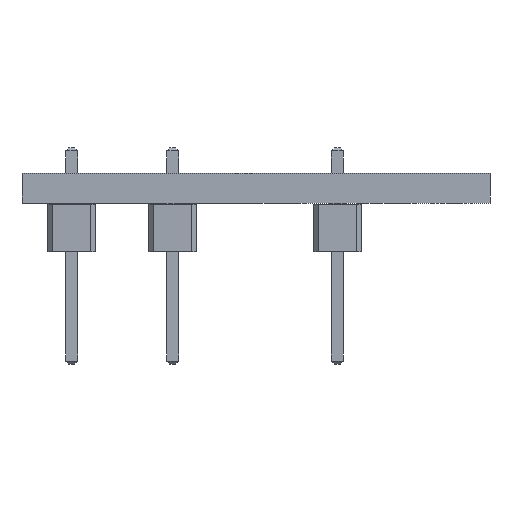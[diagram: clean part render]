
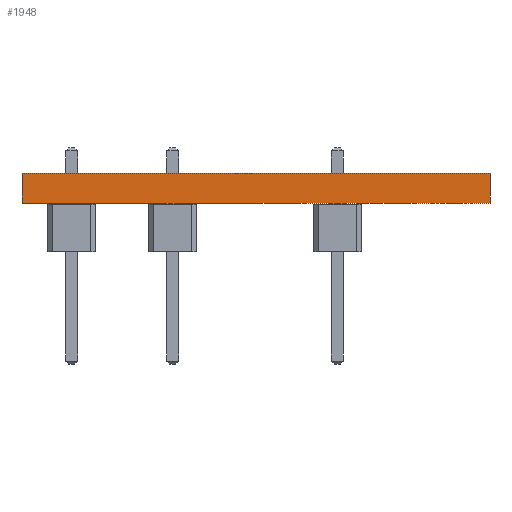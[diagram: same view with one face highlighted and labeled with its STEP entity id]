
A CAD part, left-side view. The second image highlights one B-rep face of the part: STEP entity #1948.
In plain terms, the highlighted planar face has unit normal (-1, 0, 0).
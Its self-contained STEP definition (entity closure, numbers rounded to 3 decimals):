
#1832 = EDGE_CURVE('',#1833,#1835,#1837,.T.);
#1833 = VERTEX_POINT('',#1834);
#1834 = CARTESIAN_POINT('',(-12.5,12.45,0.));
#1835 = VERTEX_POINT('',#1836);
#1836 = CARTESIAN_POINT('',(-12.5,12.45,1.6));
#1837 = SURFACE_CURVE('',#1838,(#1842,#1854),.PCURVE_S1.);
#1838 = LINE('',#1839,#1840);
#1839 = CARTESIAN_POINT('',(-12.5,12.45,0.));
#1840 = VECTOR('',#1841,1.);
#1841 = DIRECTION('',(0.,0.,1.));
#1842 = PCURVE('',#1843,#1848);
#1843 = PLANE('',#1844);
#1844 = AXIS2_PLACEMENT_3D('',#1845,#1846,#1847);
#1845 = CARTESIAN_POINT('',(-12.5,12.45,0.));
#1846 = DIRECTION('',(0.,1.,0.));
#1847 = DIRECTION('',(1.,0.,0.));
#1848 = DEFINITIONAL_REPRESENTATION('',(#1849),#1853);
#1849 = LINE('',#1850,#1851);
#1850 = CARTESIAN_POINT('',(0.,0.));
#1851 = VECTOR('',#1852,1.);
#1852 = DIRECTION('',(0.,-1.));
#1853 = ( GEOMETRIC_REPRESENTATION_CONTEXT(2) 
PARAMETRIC_REPRESENTATION_CONTEXT() REPRESENTATION_CONTEXT('2D SPACE',''
  ) );
#1854 = PCURVE('',#1855,#1860);
#1855 = PLANE('',#1856);
#1856 = AXIS2_PLACEMENT_3D('',#1857,#1858,#1859);
#1857 = CARTESIAN_POINT('',(-12.5,-12.55,0.));
#1858 = DIRECTION('',(-1.,0.,0.));
#1859 = DIRECTION('',(0.,1.,0.));
#1860 = DEFINITIONAL_REPRESENTATION('',(#1861),#1865);
#1861 = LINE('',#1862,#1863);
#1862 = CARTESIAN_POINT('',(25.,0.));
#1863 = VECTOR('',#1864,1.);
#1864 = DIRECTION('',(0.,-1.));
#1865 = ( GEOMETRIC_REPRESENTATION_CONTEXT(2) 
PARAMETRIC_REPRESENTATION_CONTEXT() REPRESENTATION_CONTEXT('2D SPACE',''
  ) );
#1883 = PLANE('',#1884);
#1884 = AXIS2_PLACEMENT_3D('',#1885,#1886,#1887);
#1885 = CARTESIAN_POINT('',(0.,-0.05,1.6));
#1886 = DIRECTION('',(-0.,-0.,-1.));
#1887 = DIRECTION('',(-1.,0.,0.));
#1937 = PLANE('',#1938);
#1938 = AXIS2_PLACEMENT_3D('',#1939,#1940,#1941);
#1939 = CARTESIAN_POINT('',(0.,-0.05,0.));
#1940 = DIRECTION('',(-0.,-0.,-1.));
#1941 = DIRECTION('',(-1.,0.,0.));
#1948 = ADVANCED_FACE('',(#1949),#1855,.T.);
#1949 = FACE_BOUND('',#1950,.T.);
#1950 = EDGE_LOOP('',(#1951,#1981,#2002,#2003));
#1951 = ORIENTED_EDGE('',*,*,#1952,.T.);
#1952 = EDGE_CURVE('',#1953,#1955,#1957,.T.);
#1953 = VERTEX_POINT('',#1954);
#1954 = CARTESIAN_POINT('',(-12.5,-12.55,0.));
#1955 = VERTEX_POINT('',#1956);
#1956 = CARTESIAN_POINT('',(-12.5,-12.55,1.6));
#1957 = SURFACE_CURVE('',#1958,(#1962,#1969),.PCURVE_S1.);
#1958 = LINE('',#1959,#1960);
#1959 = CARTESIAN_POINT('',(-12.5,-12.55,0.));
#1960 = VECTOR('',#1961,1.);
#1961 = DIRECTION('',(0.,0.,1.));
#1962 = PCURVE('',#1855,#1963);
#1963 = DEFINITIONAL_REPRESENTATION('',(#1964),#1968);
#1964 = LINE('',#1965,#1966);
#1965 = CARTESIAN_POINT('',(0.,0.));
#1966 = VECTOR('',#1967,1.);
#1967 = DIRECTION('',(0.,-1.));
#1968 = ( GEOMETRIC_REPRESENTATION_CONTEXT(2) 
PARAMETRIC_REPRESENTATION_CONTEXT() REPRESENTATION_CONTEXT('2D SPACE',''
  ) );
#1969 = PCURVE('',#1970,#1975);
#1970 = PLANE('',#1971);
#1971 = AXIS2_PLACEMENT_3D('',#1972,#1973,#1974);
#1972 = CARTESIAN_POINT('',(12.5,-12.55,0.));
#1973 = DIRECTION('',(0.,-1.,0.));
#1974 = DIRECTION('',(-1.,0.,0.));
#1975 = DEFINITIONAL_REPRESENTATION('',(#1976),#1980);
#1976 = LINE('',#1977,#1978);
#1977 = CARTESIAN_POINT('',(25.,0.));
#1978 = VECTOR('',#1979,1.);
#1979 = DIRECTION('',(0.,-1.));
#1980 = ( GEOMETRIC_REPRESENTATION_CONTEXT(2) 
PARAMETRIC_REPRESENTATION_CONTEXT() REPRESENTATION_CONTEXT('2D SPACE',''
  ) );
#1981 = ORIENTED_EDGE('',*,*,#1982,.T.);
#1982 = EDGE_CURVE('',#1955,#1835,#1983,.T.);
#1983 = SURFACE_CURVE('',#1984,(#1988,#1995),.PCURVE_S1.);
#1984 = LINE('',#1985,#1986);
#1985 = CARTESIAN_POINT('',(-12.5,-12.55,1.6));
#1986 = VECTOR('',#1987,1.);
#1987 = DIRECTION('',(0.,1.,0.));
#1988 = PCURVE('',#1855,#1989);
#1989 = DEFINITIONAL_REPRESENTATION('',(#1990),#1994);
#1990 = LINE('',#1991,#1992);
#1991 = CARTESIAN_POINT('',(0.,-1.6));
#1992 = VECTOR('',#1993,1.);
#1993 = DIRECTION('',(1.,0.));
#1994 = ( GEOMETRIC_REPRESENTATION_CONTEXT(2) 
PARAMETRIC_REPRESENTATION_CONTEXT() REPRESENTATION_CONTEXT('2D SPACE',''
  ) );
#1995 = PCURVE('',#1883,#1996);
#1996 = DEFINITIONAL_REPRESENTATION('',(#1997),#2001);
#1997 = LINE('',#1998,#1999);
#1998 = CARTESIAN_POINT('',(12.5,-12.5));
#1999 = VECTOR('',#2000,1.);
#2000 = DIRECTION('',(0.,1.));
#2001 = ( GEOMETRIC_REPRESENTATION_CONTEXT(2) 
PARAMETRIC_REPRESENTATION_CONTEXT() REPRESENTATION_CONTEXT('2D SPACE',''
  ) );
#2002 = ORIENTED_EDGE('',*,*,#1832,.F.);
#2003 = ORIENTED_EDGE('',*,*,#2004,.F.);
#2004 = EDGE_CURVE('',#1953,#1833,#2005,.T.);
#2005 = SURFACE_CURVE('',#2006,(#2010,#2017),.PCURVE_S1.);
#2006 = LINE('',#2007,#2008);
#2007 = CARTESIAN_POINT('',(-12.5,-12.55,0.));
#2008 = VECTOR('',#2009,1.);
#2009 = DIRECTION('',(0.,1.,0.));
#2010 = PCURVE('',#1855,#2011);
#2011 = DEFINITIONAL_REPRESENTATION('',(#2012),#2016);
#2012 = LINE('',#2013,#2014);
#2013 = CARTESIAN_POINT('',(0.,0.));
#2014 = VECTOR('',#2015,1.);
#2015 = DIRECTION('',(1.,0.));
#2016 = ( GEOMETRIC_REPRESENTATION_CONTEXT(2) 
PARAMETRIC_REPRESENTATION_CONTEXT() REPRESENTATION_CONTEXT('2D SPACE',''
  ) );
#2017 = PCURVE('',#1937,#2018);
#2018 = DEFINITIONAL_REPRESENTATION('',(#2019),#2023);
#2019 = LINE('',#2020,#2021);
#2020 = CARTESIAN_POINT('',(12.5,-12.5));
#2021 = VECTOR('',#2022,1.);
#2022 = DIRECTION('',(0.,1.));
#2023 = ( GEOMETRIC_REPRESENTATION_CONTEXT(2) 
PARAMETRIC_REPRESENTATION_CONTEXT() REPRESENTATION_CONTEXT('2D SPACE',''
  ) );
